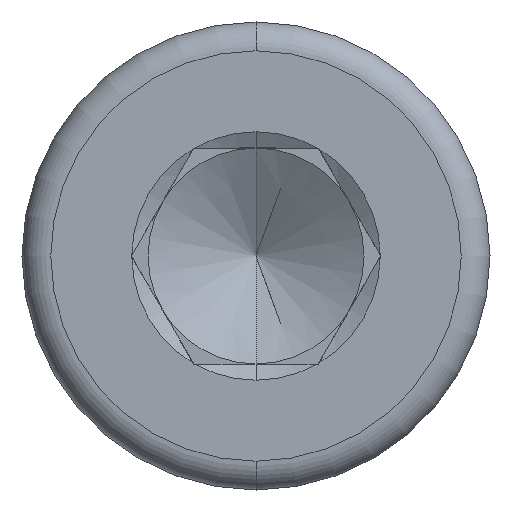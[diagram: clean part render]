
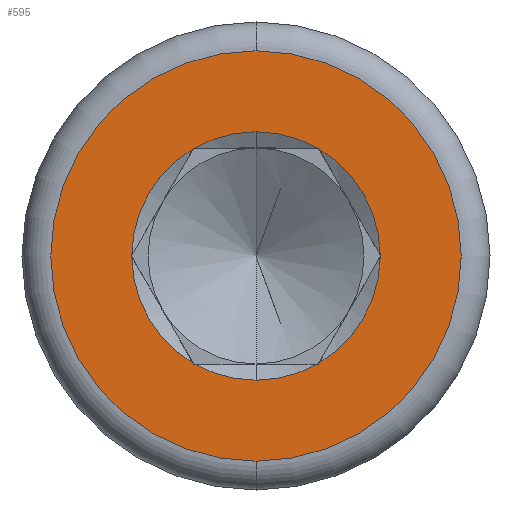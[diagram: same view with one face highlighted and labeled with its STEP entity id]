
A CAD part, left-side view. The second image highlights one B-rep face of the part: STEP entity #595.
In plain terms, the highlighted planar face has unit normal (-1, 0, 0).
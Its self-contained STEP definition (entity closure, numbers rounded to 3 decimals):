
#287=CARTESIAN_POINT('',(-8.,0.,3.45));
#288=VERTEX_POINT('',#287);
#297=CARTESIAN_POINT('',(-8.,1.704,3.));
#298=VERTEX_POINT('',#297);
#299=CARTESIAN_POINT('',(-8.,0.,0.));
#300=DIRECTION('',(1.,0.,0.));
#301=DIRECTION('',(0.,0.,-1.));
#302=AXIS2_PLACEMENT_3D('',#299,#300,#301);
#303=CIRCLE('',#302,3.45);
#304=EDGE_CURVE('',#298,#288,#303,.T.);
#322=CARTESIAN_POINT('',(-8.,-1.746,2.975));
#323=VERTEX_POINT('',#322);
#324=CARTESIAN_POINT('',(-8.,-3.45,0.025));
#325=VERTEX_POINT('',#324);
#326=CARTESIAN_POINT('',(-8.,0.,0.));
#327=DIRECTION('',(1.,0.,0.));
#328=DIRECTION('',(0.,0.,-1.));
#329=AXIS2_PLACEMENT_3D('',#326,#327,#328);
#330=CIRCLE('',#329,3.45);
#331=EDGE_CURVE('',#323,#325,#330,.T.);
#349=CARTESIAN_POINT('',(-8.,-3.45,-0.025));
#350=VERTEX_POINT('',#349);
#351=CARTESIAN_POINT('',(-8.,-1.746,-2.975));
#352=VERTEX_POINT('',#351);
#353=CARTESIAN_POINT('',(-8.,0.,0.));
#354=DIRECTION('',(1.,0.,0.));
#355=DIRECTION('',(0.,0.,-1.));
#356=AXIS2_PLACEMENT_3D('',#353,#354,#355);
#357=CIRCLE('',#356,3.45);
#358=EDGE_CURVE('',#350,#352,#357,.T.);
#376=CARTESIAN_POINT('',(-8.,0.,-3.45));
#377=VERTEX_POINT('',#376);
#386=CARTESIAN_POINT('',(-8.,-1.704,-3.));
#387=VERTEX_POINT('',#386);
#388=CARTESIAN_POINT('',(-8.,0.,0.));
#389=DIRECTION('',(-1.,0.,-0.));
#390=DIRECTION('',(0.,0.,-1.));
#391=AXIS2_PLACEMENT_3D('',#388,#389,#390);
#392=CIRCLE('',#391,3.45);
#393=EDGE_CURVE('',#377,#387,#392,.T.);
#411=CARTESIAN_POINT('',(-8.,3.45,-0.025));
#412=VERTEX_POINT('',#411);
#413=CARTESIAN_POINT('',(-8.,1.746,-2.975));
#414=VERTEX_POINT('',#413);
#415=CARTESIAN_POINT('',(-8.,0.,0.));
#416=DIRECTION('',(-1.,0.,-0.));
#417=DIRECTION('',(0.,0.,-1.));
#418=AXIS2_PLACEMENT_3D('',#415,#416,#417);
#419=CIRCLE('',#418,3.45);
#420=EDGE_CURVE('',#412,#414,#419,.T.);
#438=CARTESIAN_POINT('',(-8.,3.45,0.025));
#439=VERTEX_POINT('',#438);
#440=CARTESIAN_POINT('',(-8.,1.746,2.975));
#441=VERTEX_POINT('',#440);
#442=CARTESIAN_POINT('',(-8.,0.,0.));
#443=DIRECTION('',(1.,0.,0.));
#444=DIRECTION('',(0.,0.,-1.));
#445=AXIS2_PLACEMENT_3D('',#442,#443,#444);
#446=CIRCLE('',#445,3.45);
#447=EDGE_CURVE('',#439,#441,#446,.T.);
#460=CARTESIAN_POINT('',(-8.,0.,0.));
#461=DIRECTION('',(1.,0.,0.));
#462=DIRECTION('',(0.,0.,-1.));
#463=AXIS2_PLACEMENT_3D('',#460,#461,#462);
#464=PLANE('',#463);
#465=CARTESIAN_POINT('',(-8.,0.,5.7));
#466=VERTEX_POINT('',#465);
#467=CARTESIAN_POINT('',(-8.,-0.,-5.7));
#468=VERTEX_POINT('',#467);
#469=CARTESIAN_POINT('',(-8.,0.,0.));
#470=DIRECTION('',(1.,0.,0.));
#471=DIRECTION('',(0.,0.,-1.));
#472=AXIS2_PLACEMENT_3D('',#469,#470,#471);
#473=CIRCLE('',#472,5.7);
#474=EDGE_CURVE('',#466,#468,#473,.T.);
#475=ORIENTED_EDGE('',*,*,#474,.F.);
#476=CARTESIAN_POINT('',(-8.,0.,0.));
#477=DIRECTION('',(1.,0.,0.));
#478=DIRECTION('',(0.,0.,-1.));
#479=AXIS2_PLACEMENT_3D('',#476,#477,#478);
#480=CIRCLE('',#479,5.7);
#481=EDGE_CURVE('',#468,#466,#480,.T.);
#482=ORIENTED_EDGE('',*,*,#481,.F.);
#483=EDGE_LOOP('',(#475,#482));
#484=FACE_BOUND('',#483,.T.);
#485=CARTESIAN_POINT('',(-8.,-1.732,3.));
#486=VERTEX_POINT('',#485);
#487=CARTESIAN_POINT('',(-8.,-1.704,3.));
#488=VERTEX_POINT('',#487);
#489=CARTESIAN_POINT('',(-8.,-1.732,3.));
#490=DIRECTION('',(0.,1.,0.));
#491=VECTOR('',#490,0.028);
#492=LINE('',#489,#491);
#493=EDGE_CURVE('',#486,#488,#492,.T.);
#494=ORIENTED_EDGE('',*,*,#493,.F.);
#495=CARTESIAN_POINT('',(-8.,-1.732,3.));
#496=DIRECTION('',(0.,-0.5,-0.866));
#497=VECTOR('',#496,0.028);
#498=LINE('',#495,#497);
#499=EDGE_CURVE('',#486,#323,#498,.T.);
#500=ORIENTED_EDGE('',*,*,#499,.T.);
#501=ORIENTED_EDGE('',*,*,#331,.T.);
#502=CARTESIAN_POINT('',(-8.,-3.464,0.));
#503=VERTEX_POINT('',#502);
#504=CARTESIAN_POINT('',(-8.,-3.464,0.));
#505=DIRECTION('',(0.,0.5,0.866));
#506=VECTOR('',#505,0.028);
#507=LINE('',#504,#506);
#508=EDGE_CURVE('',#503,#325,#507,.T.);
#509=ORIENTED_EDGE('',*,*,#508,.F.);
#510=CARTESIAN_POINT('',(-8.,-3.464,0.));
#511=DIRECTION('',(0.,0.5,-0.866));
#512=VECTOR('',#511,0.028);
#513=LINE('',#510,#512);
#514=EDGE_CURVE('',#503,#350,#513,.T.);
#515=ORIENTED_EDGE('',*,*,#514,.T.);
#516=ORIENTED_EDGE('',*,*,#358,.T.);
#517=CARTESIAN_POINT('',(-8.,-1.732,-3.));
#518=VERTEX_POINT('',#517);
#519=CARTESIAN_POINT('',(-8.,-1.732,-3.));
#520=DIRECTION('',(0.,-0.5,0.866));
#521=VECTOR('',#520,0.028);
#522=LINE('',#519,#521);
#523=EDGE_CURVE('',#518,#352,#522,.T.);
#524=ORIENTED_EDGE('',*,*,#523,.F.);
#525=CARTESIAN_POINT('',(-8.,-1.732,-3.));
#526=DIRECTION('',(0.,1.,0.));
#527=VECTOR('',#526,0.028);
#528=LINE('',#525,#527);
#529=EDGE_CURVE('',#518,#387,#528,.T.);
#530=ORIENTED_EDGE('',*,*,#529,.T.);
#531=ORIENTED_EDGE('',*,*,#393,.F.);
#532=CARTESIAN_POINT('',(-8.,1.704,-3.));
#533=VERTEX_POINT('',#532);
#534=CARTESIAN_POINT('',(-8.,0.,0.));
#535=DIRECTION('',(-1.,0.,-0.));
#536=DIRECTION('',(0.,0.,-1.));
#537=AXIS2_PLACEMENT_3D('',#534,#535,#536);
#538=CIRCLE('',#537,3.45);
#539=EDGE_CURVE('',#533,#377,#538,.T.);
#540=ORIENTED_EDGE('',*,*,#539,.F.);
#541=CARTESIAN_POINT('',(-8.,1.732,-3.));
#542=VERTEX_POINT('',#541);
#543=CARTESIAN_POINT('',(-8.,1.732,-3.));
#544=DIRECTION('',(0.,-1.,0.));
#545=VECTOR('',#544,0.028);
#546=LINE('',#543,#545);
#547=EDGE_CURVE('',#542,#533,#546,.T.);
#548=ORIENTED_EDGE('',*,*,#547,.F.);
#549=CARTESIAN_POINT('',(-8.,1.732,-3.));
#550=DIRECTION('',(0.,0.5,0.866));
#551=VECTOR('',#550,0.028);
#552=LINE('',#549,#551);
#553=EDGE_CURVE('',#542,#414,#552,.T.);
#554=ORIENTED_EDGE('',*,*,#553,.T.);
#555=ORIENTED_EDGE('',*,*,#420,.F.);
#556=CARTESIAN_POINT('',(-8.,3.464,-0.));
#557=VERTEX_POINT('',#556);
#558=CARTESIAN_POINT('',(-8.,3.464,0.));
#559=DIRECTION('',(0.,-0.5,-0.866));
#560=VECTOR('',#559,0.028);
#561=LINE('',#558,#560);
#562=EDGE_CURVE('',#557,#412,#561,.T.);
#563=ORIENTED_EDGE('',*,*,#562,.F.);
#564=CARTESIAN_POINT('',(-8.,3.464,0.));
#565=DIRECTION('',(0.,-0.5,0.866));
#566=VECTOR('',#565,0.028);
#567=LINE('',#564,#566);
#568=EDGE_CURVE('',#557,#439,#567,.T.);
#569=ORIENTED_EDGE('',*,*,#568,.T.);
#570=ORIENTED_EDGE('',*,*,#447,.T.);
#571=CARTESIAN_POINT('',(-8.,1.732,3.));
#572=VERTEX_POINT('',#571);
#573=CARTESIAN_POINT('',(-8.,1.732,3.));
#574=DIRECTION('',(0.,0.5,-0.866));
#575=VECTOR('',#574,0.028);
#576=LINE('',#573,#575);
#577=EDGE_CURVE('',#572,#441,#576,.T.);
#578=ORIENTED_EDGE('',*,*,#577,.F.);
#579=CARTESIAN_POINT('',(-8.,1.732,3.));
#580=DIRECTION('',(0.,-1.,0.));
#581=VECTOR('',#580,0.028);
#582=LINE('',#579,#581);
#583=EDGE_CURVE('',#572,#298,#582,.T.);
#584=ORIENTED_EDGE('',*,*,#583,.T.);
#585=ORIENTED_EDGE('',*,*,#304,.T.);
#586=CARTESIAN_POINT('',(-8.,0.,0.));
#587=DIRECTION('',(1.,0.,0.));
#588=DIRECTION('',(0.,0.,-1.));
#589=AXIS2_PLACEMENT_3D('',#586,#587,#588);
#590=CIRCLE('',#589,3.45);
#591=EDGE_CURVE('',#288,#488,#590,.T.);
#592=ORIENTED_EDGE('',*,*,#591,.T.);
#593=EDGE_LOOP('',(#494,#500,#501,#509,#515,#516,#524,#530,#531,#540,#548,#554,#555,#563,#569,#570,#578,#584,#585,#592));
#594=FACE_BOUND('',#593,.T.);
#595=ADVANCED_FACE('',(#484,#594),#464,.F.);
